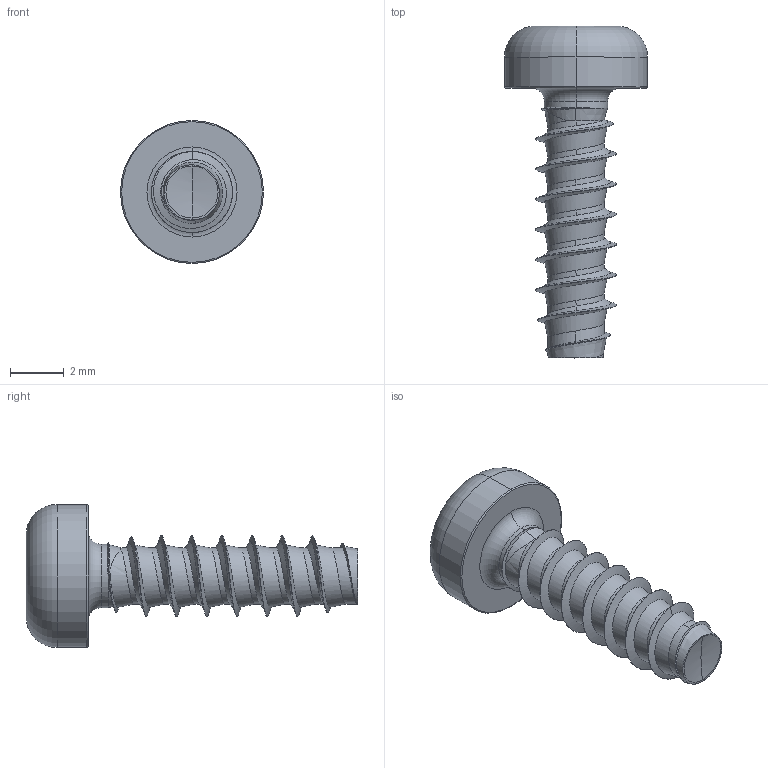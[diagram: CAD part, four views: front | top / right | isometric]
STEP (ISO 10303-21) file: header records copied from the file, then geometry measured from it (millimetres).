
FILE_DESCRIPTION (( 'STEP AP203' ), '1' );
FILE_NAME ('STP420300100.STEP', '2017-08-16T14:45:51', ( '' ), ( '' ), 'SwSTEP 2.0', 'SolidWorks 2015', '' );
FILE_SCHEMA (( 'CONFIG_CONTROL_DESIGN' ));
Length unit declared in the file: millimetre
Products named in the file (1): STP420300100
Bounding box: 5.3 x 12.3 x 5.3 mm (x, y, z)
Volume: 80.8 mm3; surface area: 191.3 mm2
Topology: 1 solids, 1 shells, 106 faces, 256 edges, 154 vertices
Faces by surface type: cylinder 43, bspline 35, cone 11, torus 10, sphere 4, plane 3
Entity records: 14092 total; most frequent: CARTESIAN_POINT 11892, ORIENTED_EDGE 512, DIRECTION 350, EDGE_CURVE 256, VERTEX_POINT 154, AXIS2_PLACEMENT_3D 146, EDGE_LOOP 108, B_SPLINE_CURVE_WITH_KNOTS 108
